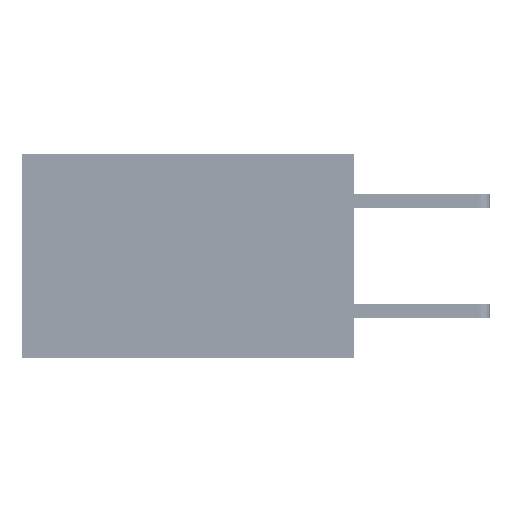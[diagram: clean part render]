
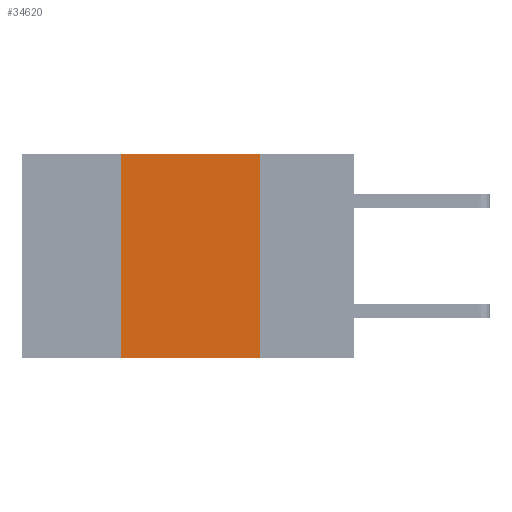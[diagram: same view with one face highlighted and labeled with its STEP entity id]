
A CAD part, left-side view. The second image highlights one B-rep face of the part: STEP entity #34620.
In plain terms, the highlighted planar face has unit normal (-1, 0, 0).
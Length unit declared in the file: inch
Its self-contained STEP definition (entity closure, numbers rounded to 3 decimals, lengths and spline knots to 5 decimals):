
#1716 = CARTESIAN_POINT ( 'NONE',  ( 0., 0.42, -0.37 ) ) ;
#2169 = DIRECTION ( 'NONE',  ( 0., 0., 1. ) ) ;
#2258 = VECTOR ( 'NONE', #6466, 39.37008 ) ;
#2744 = CARTESIAN_POINT ( 'NONE',  ( 0., 0.42, 0. ) ) ;
#6466 = DIRECTION ( 'NONE',  ( 0., 0., -1. ) ) ;
#6814 = PLANE ( 'NONE',  #43316 ) ;
#7379 = VECTOR ( 'NONE', #24642, 39.37008 ) ;
#8438 = CARTESIAN_POINT ( 'NONE',  ( 0., 0.17, -0.37 ) ) ;
#11547 = CARTESIAN_POINT ( 'NONE',  ( 0., 0.6, 0. ) ) ;
#11693 = LINE ( 'NONE', #31333, #2258 ) ;
#11721 = EDGE_CURVE ( 'NONE', #27026, #45135, #11693, .T. ) ;
#13955 = CARTESIAN_POINT ( 'NONE',  ( 0., 0.6, 0. ) ) ;
#17513 = DIRECTION ( 'NONE',  ( 0., 0., -1. ) ) ;
#18208 = VECTOR ( 'NONE', #2169, 39.37008 ) ;
#18567 = ORIENTED_EDGE ( 'NONE', *, *, #28485, .F. ) ;
#19654 = EDGE_LOOP ( 'NONE', ( #43492, #18567, #29328, #23586 ) ) ;
#23018 = LINE ( 'NONE', #11547, #31400 ) ;
#23391 = CARTESIAN_POINT ( 'NONE',  ( 0., 0.42, 0. ) ) ;
#23586 = ORIENTED_EDGE ( 'NONE', *, *, #39741, .T. ) ;
#24642 = DIRECTION ( 'NONE',  ( 0., -1., 0. ) ) ;
#25544 = FACE_OUTER_BOUND ( 'NONE', #19654, .T. ) ;
#26559 = LINE ( 'NONE', #23391, #18208 ) ;
#27026 = VERTEX_POINT ( 'NONE', #38695 ) ;
#28485 = EDGE_CURVE ( 'NONE', #35248, #27026, #23018, .T. ) ;
#29291 = VERTEX_POINT ( 'NONE', #1716 ) ;
#29328 = ORIENTED_EDGE ( 'NONE', *, *, #46006, .F. ) ;
#31333 = CARTESIAN_POINT ( 'NONE',  ( 0., 0.17, 0. ) ) ;
#31400 = VECTOR ( 'NONE', #43608, 39.37008 ) ;
#34620 = ADVANCED_FACE ( 'NONE', ( #25544 ), #6814, .F. ) ;
#35248 = VERTEX_POINT ( 'NONE', #2744 ) ;
#38695 = CARTESIAN_POINT ( 'NONE',  ( 0., 0.17, 0. ) ) ;
#38863 = DIRECTION ( 'NONE',  ( 1., 0., 0. ) ) ;
#39741 = EDGE_CURVE ( 'NONE', #29291, #45135, #43031, .T. ) ;
#43031 = LINE ( 'NONE', #46007, #7379 ) ;
#43316 = AXIS2_PLACEMENT_3D ( 'NONE', #13955, #38863, #17513 ) ;
#43492 = ORIENTED_EDGE ( 'NONE', *, *, #11721, .F. ) ;
#43608 = DIRECTION ( 'NONE',  ( 0., -1., 0. ) ) ;
#45135 = VERTEX_POINT ( 'NONE', #8438 ) ;
#46006 = EDGE_CURVE ( 'NONE', #29291, #35248, #26559, .T. ) ;
#46007 = CARTESIAN_POINT ( 'NONE',  ( 0., 0.6, -0.37 ) ) ;
